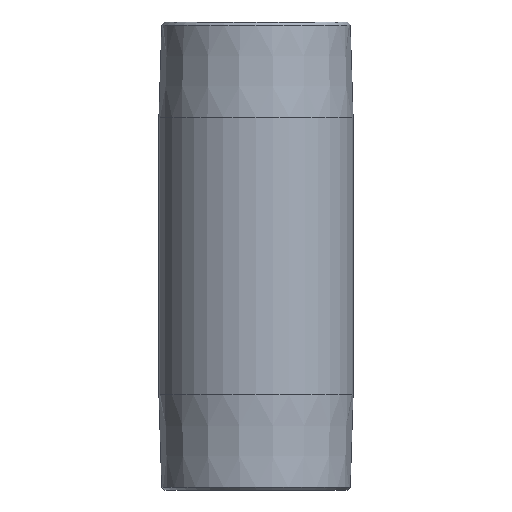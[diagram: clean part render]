
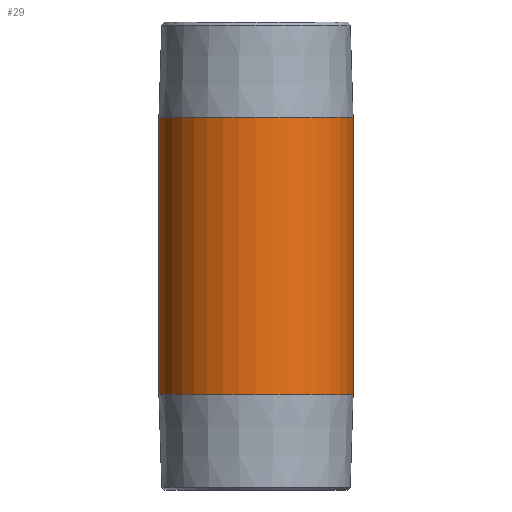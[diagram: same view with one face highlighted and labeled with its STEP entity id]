
A CAD part, front view. The second image highlights one B-rep face of the part: STEP entity #29.
In plain terms, the highlighted cylindrical face has radius 21.082 mm (diameter 42.164 mm), a partial arc.
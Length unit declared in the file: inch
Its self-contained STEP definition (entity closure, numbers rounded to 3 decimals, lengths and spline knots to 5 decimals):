
#9 = CYLINDRICAL_SURFACE ( 'NONE', #87, 0.83 ) ;
#17 = CARTESIAN_POINT ( 'NONE',  ( -0.83, 0., 0.8125 ) ) ;
#29 = ADVANCED_FACE ( 'NONE', ( #394 ), #9, .T. ) ;
#42 = AXIS2_PLACEMENT_3D ( 'NONE', #184, #523, #232 ) ;
#43 = DIRECTION ( 'NONE',  ( 0., 0., -1. ) ) ;
#47 = DIRECTION ( 'NONE',  ( 0., 0., -1. ) ) ;
#51 = LINE ( 'NONE', #222, #192 ) ;
#61 = CARTESIAN_POINT ( 'NONE',  ( -0.83, 0., 3.1875 ) ) ;
#73 = VERTEX_POINT ( 'NONE', #61 ) ;
#85 = CARTESIAN_POINT ( 'NONE',  ( 0., 0., 0.8125 ) ) ;
#87 = AXIS2_PLACEMENT_3D ( 'NONE', #259, #43, #521 ) ;
#108 = ORIENTED_EDGE ( 'NONE', *, *, #213, .T. ) ;
#125 = CARTESIAN_POINT ( 'NONE',  ( 0.83, 0., 4. ) ) ;
#135 = CIRCLE ( 'NONE', #42, 0.83 ) ;
#141 = ORIENTED_EDGE ( 'NONE', *, *, #151, .F. ) ;
#142 = CARTESIAN_POINT ( 'NONE',  ( 0.83, 0., 3.1875 ) ) ;
#151 = EDGE_CURVE ( 'NONE', #440, #296, #386, .T. ) ;
#158 = VERTEX_POINT ( 'NONE', #142 ) ;
#175 = VECTOR ( 'NONE', #467, 39.37008 ) ;
#184 = CARTESIAN_POINT ( 'NONE',  ( 0., 0., 3.1875 ) ) ;
#192 = VECTOR ( 'NONE', #395, 39.37008 ) ;
#199 = LINE ( 'NONE', #125, #175 ) ;
#213 = EDGE_CURVE ( 'NONE', #73, #296, #51, .T. ) ;
#222 = CARTESIAN_POINT ( 'NONE',  ( -0.83, 0., 4. ) ) ;
#232 = DIRECTION ( 'NONE',  ( -1., 0., 0. ) ) ;
#244 = CARTESIAN_POINT ( 'NONE',  ( 0.83, 0., 0.8125 ) ) ;
#249 = ORIENTED_EDGE ( 'NONE', *, *, #321, .T. ) ;
#259 = CARTESIAN_POINT ( 'NONE',  ( 0., 0., 4. ) ) ;
#296 = VERTEX_POINT ( 'NONE', #17 ) ;
#321 = EDGE_CURVE ( 'NONE', #158, #73, #135, .T. ) ;
#342 = EDGE_LOOP ( 'NONE', ( #513, #249, #108, #141 ) ) ;
#386 = CIRCLE ( 'NONE', #486, 0.83 ) ;
#394 = FACE_OUTER_BOUND ( 'NONE', #342, .T. ) ;
#395 = DIRECTION ( 'NONE',  ( 0., 0., -1. ) ) ;
#399 = DIRECTION ( 'NONE',  ( -1., 0., 0. ) ) ;
#440 = VERTEX_POINT ( 'NONE', #244 ) ;
#467 = DIRECTION ( 'NONE',  ( 0., 0., -1. ) ) ;
#486 = AXIS2_PLACEMENT_3D ( 'NONE', #85, #47, #399 ) ;
#500 = EDGE_CURVE ( 'NONE', #158, #440, #199, .T. ) ;
#513 = ORIENTED_EDGE ( 'NONE', *, *, #500, .F. ) ;
#521 = DIRECTION ( 'NONE',  ( -1., 0., 0. ) ) ;
#523 = DIRECTION ( 'NONE',  ( 0., 0., -1. ) ) ;
